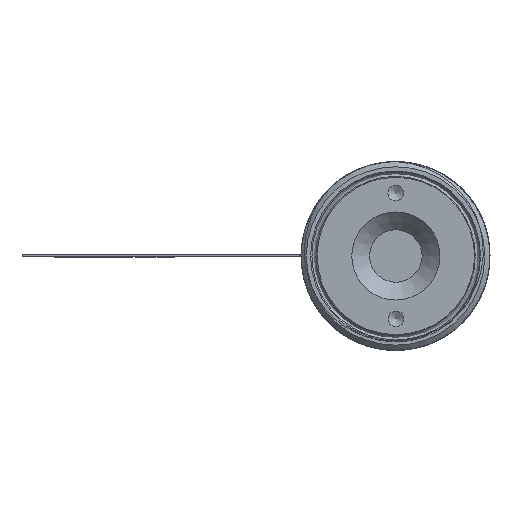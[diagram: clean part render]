
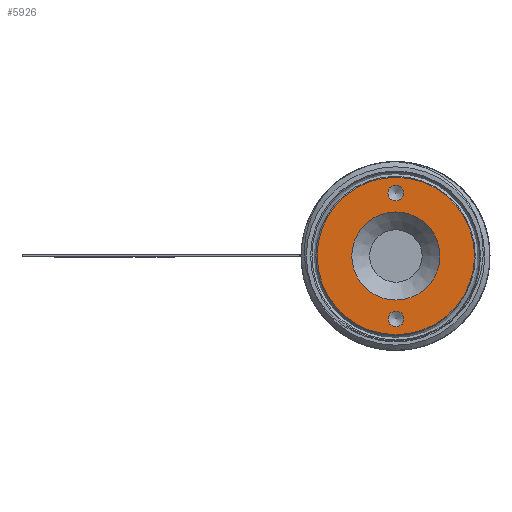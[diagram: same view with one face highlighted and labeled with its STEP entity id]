
A CAD part, left-side view. The second image highlights one B-rep face of the part: STEP entity #5926.
In plain terms, the highlighted planar face has unit normal (-1, 0, 0).
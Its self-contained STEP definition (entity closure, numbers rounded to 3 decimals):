
#374=CIRCLE('',#7630,4.2);
#375=CIRCLE('',#7632,0.75);
#376=CIRCLE('',#7633,0.75);
#377=CIRCLE('',#7634,7.5);
#1555=ORIENTED_EDGE('',*,*,#2519,.T.);
#1556=ORIENTED_EDGE('',*,*,#2520,.T.);
#1557=ORIENTED_EDGE('',*,*,#2521,.T.);
#1558=ORIENTED_EDGE('',*,*,#2518,.T.);
#2518=EDGE_CURVE('',#3116,#3116,#374,.T.);
#2519=EDGE_CURVE('',#3117,#3117,#375,.T.);
#2520=EDGE_CURVE('',#3118,#3118,#376,.T.);
#2521=EDGE_CURVE('',#3119,#3119,#377,.F.);
#3116=VERTEX_POINT('',#11363);
#3117=VERTEX_POINT('',#11366);
#3118=VERTEX_POINT('',#11368);
#3119=VERTEX_POINT('',#11370);
#4566=EDGE_LOOP('',(#1555));
#4567=EDGE_LOOP('',(#1556));
#4568=EDGE_LOOP('',(#1557));
#4569=EDGE_LOOP('',(#1558));
#5183=FACE_BOUND('',#4566,.T.);
#5184=FACE_BOUND('',#4567,.T.);
#5185=FACE_BOUND('',#4568,.T.);
#5186=FACE_BOUND('',#4569,.T.);
#5593=PLANE('',#7631);
#5926=ADVANCED_FACE('',(#5183,#5184,#5185,#5186),#5593,.F.);
#7630=AXIS2_PLACEMENT_3D('',#11362,#9008,#9009);
#7631=AXIS2_PLACEMENT_3D('',#11364,#9010,#9011);
#7632=AXIS2_PLACEMENT_3D('',#11365,#9012,#9013);
#7633=AXIS2_PLACEMENT_3D('',#11367,#9014,#9015);
#7634=AXIS2_PLACEMENT_3D('',#11369,#9016,#9017);
#9008=DIRECTION('',(1.,0.,0.));
#9009=DIRECTION('',(0.,0.,-1.));
#9010=DIRECTION('',(1.,0.,0.));
#9011=DIRECTION('',(0.,0.,-1.));
#9012=DIRECTION('',(1.,0.,0.));
#9013=DIRECTION('',(0.,0.,1.));
#9014=DIRECTION('',(1.,0.,0.));
#9015=DIRECTION('',(0.,0.,-1.));
#9016=DIRECTION('',(1.,0.,0.));
#9017=DIRECTION('',(0.,0.,-1.));
#11362=CARTESIAN_POINT('',(0.,0.,0.));
#11363=CARTESIAN_POINT('',(0.,0.,-4.2));
#11364=CARTESIAN_POINT('',(0.,0.,4.2));
#11365=CARTESIAN_POINT('',(0.,-6.,0.));
#11366=CARTESIAN_POINT('',(0.,-6.,0.75));
#11367=CARTESIAN_POINT('',(0.,6.,0.));
#11368=CARTESIAN_POINT('',(0.,6.,-0.75));
#11369=CARTESIAN_POINT('',(0.,0.,0.));
#11370=CARTESIAN_POINT('',(0.,0.,-7.5));
